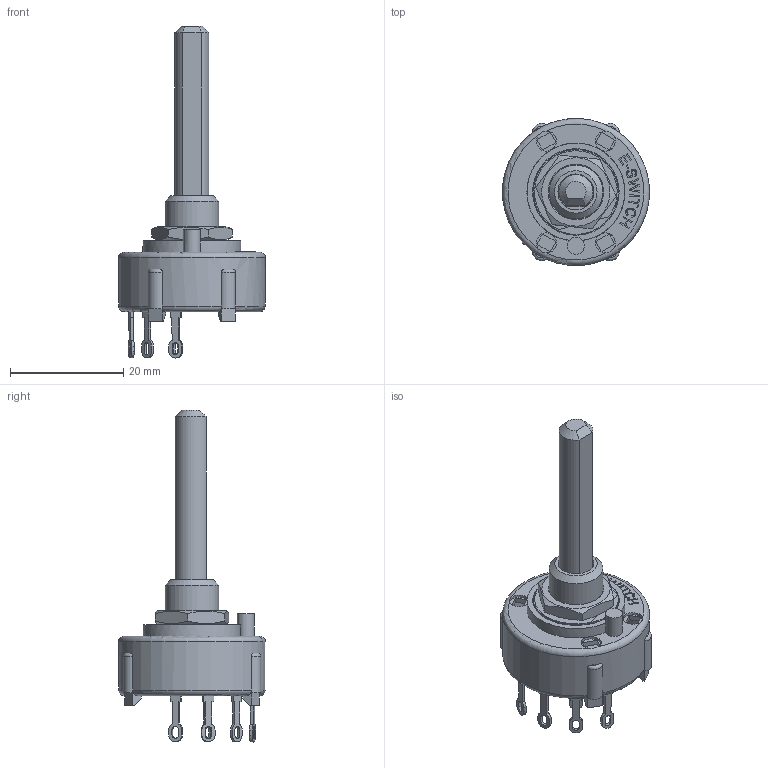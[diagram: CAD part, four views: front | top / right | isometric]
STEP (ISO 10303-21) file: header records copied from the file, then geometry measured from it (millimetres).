
FILE_DESCRIPTION((' '),'2;1');
FILE_NAME('KC14A30.001xLx.stp.stp','2017-07-28T15:28:27',(' '),(' '),' ','ACIS',' ');
FILE_SCHEMA(('CONFIG_CONTROL_DESIGN'));
Length unit declared in the file: inch
Products named in the file (1): KC14A30.001xLx.stp.stp
Bounding box: 25.96 x 25.98 x 58.69 mm (x, y, z)
Volume: 3790.7 mm3; surface area: 5380.8 mm2
Topology: 2 solids, 3 shells, 692 faces, 1884 edges, 1225 vertices
Faces by surface type: plane 456, bspline 164, cylinder 53, torus 13, cone 6
Full cylindrical faces by diameter (mm): 3 x1, 3.55 x4, 6.35 x1, 9.5 x2, 10.25 x1, 10.312 x1, 15 x1, 15.3 x1, 24 x1, 26 x1
Entity records: 22753 total; most frequent: CARTESIAN_POINT 6272, ORIENTED_EDGE 3706, DIRECTION 2712, EDGE_CURVE 1853, VECTOR 1324, LINE 1324, VERTEX_POINT 1214, EDGE_LOOP 819
